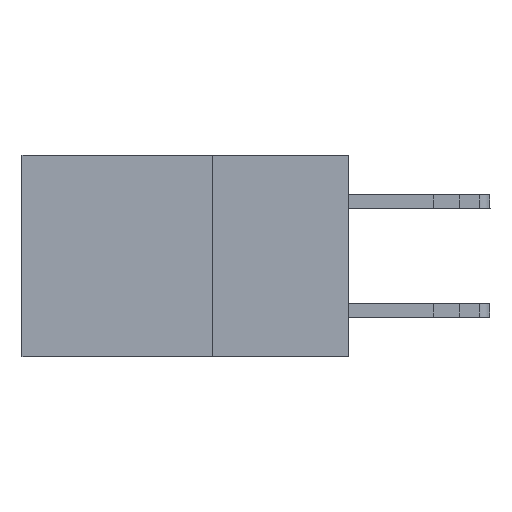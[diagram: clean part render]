
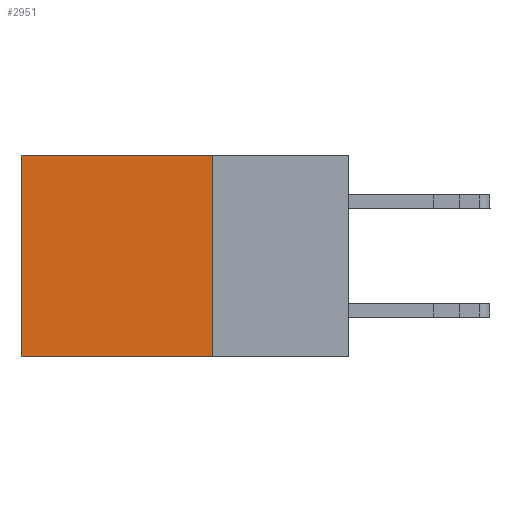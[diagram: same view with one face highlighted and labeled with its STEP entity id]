
A CAD part, left-side view. The second image highlights one B-rep face of the part: STEP entity #2951.
In plain terms, the highlighted planar face has unit normal (-1, 0, 0).
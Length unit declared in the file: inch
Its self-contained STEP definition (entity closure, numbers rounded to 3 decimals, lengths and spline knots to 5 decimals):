
#290 = CARTESIAN_POINT ( 'NONE',  ( 0.2615, 0.6, -0.37 ) ) ;
#1255 = CARTESIAN_POINT ( 'NONE',  ( 0.2615, 0.25, -0.37 ) ) ;
#1757 = ORIENTED_EDGE ( 'NONE', *, *, #5318, .T. ) ;
#1868 = FACE_OUTER_BOUND ( 'NONE', #8114, .T. ) ;
#2069 = CARTESIAN_POINT ( 'NONE',  ( 0.2615, 0.25, -0.37 ) ) ;
#2139 = VERTEX_POINT ( 'NONE', #7360 ) ;
#2245 = LINE ( 'NONE', #1255, #8640 ) ;
#2512 = VECTOR ( 'NONE', #12179, 39.37008 ) ;
#2848 = EDGE_CURVE ( 'NONE', #10395, #3857, #2245, .T. ) ;
#2849 = CARTESIAN_POINT ( 'NONE',  ( 0.2615, 0.25, 0. ) ) ;
#2951 = ADVANCED_FACE ( 'NONE', ( #1868 ), #10123, .F. ) ;
#3698 = CARTESIAN_POINT ( 'NONE',  ( 0.2615, 0.6, -0.37 ) ) ;
#3857 = VERTEX_POINT ( 'NONE', #3698 ) ;
#3934 = EDGE_CURVE ( 'NONE', #10582, #10395, #7285, .T. ) ;
#3949 = DIRECTION ( 'NONE',  ( 0., 0., -1. ) ) ;
#5098 = CARTESIAN_POINT ( 'NONE',  ( 0.2615, 0.25, -0.37 ) ) ;
#5116 = DIRECTION ( 'NONE',  ( 0., 0., -1. ) ) ;
#5318 = EDGE_CURVE ( 'NONE', #2139, #3857, #7154, .T. ) ;
#5619 = ORIENTED_EDGE ( 'NONE', *, *, #11346, .T. ) ;
#6170 = ORIENTED_EDGE ( 'NONE', *, *, #2848, .F. ) ;
#6191 = VECTOR ( 'NONE', #5116, 39.37008 ) ;
#6960 = DIRECTION ( 'NONE',  ( 1., 0., 0. ) ) ;
#7062 = LINE ( 'NONE', #2849, #10911 ) ;
#7154 = LINE ( 'NONE', #290, #6191 ) ;
#7285 = LINE ( 'NONE', #2069, #2512 ) ;
#7360 = CARTESIAN_POINT ( 'NONE',  ( 0.2615, 0.6, 0. ) ) ;
#8114 = EDGE_LOOP ( 'NONE', ( #1757, #6170, #10466, #5619 ) ) ;
#8308 = DIRECTION ( 'NONE',  ( 0., 1., 0. ) ) ;
#8315 = CARTESIAN_POINT ( 'NONE',  ( 0.2615, 0.25, 0. ) ) ;
#8640 = VECTOR ( 'NONE', #8308, 39.37008 ) ;
#9930 = DIRECTION ( 'NONE',  ( 0., 1., 0. ) ) ;
#10123 = PLANE ( 'NONE',  #11590 ) ;
#10395 = VERTEX_POINT ( 'NONE', #11445 ) ;
#10466 = ORIENTED_EDGE ( 'NONE', *, *, #3934, .F. ) ;
#10582 = VERTEX_POINT ( 'NONE', #8315 ) ;
#10911 = VECTOR ( 'NONE', #9930, 39.37008 ) ;
#11346 = EDGE_CURVE ( 'NONE', #10582, #2139, #7062, .T. ) ;
#11445 = CARTESIAN_POINT ( 'NONE',  ( 0.2615, 0.25, -0.37 ) ) ;
#11590 = AXIS2_PLACEMENT_3D ( 'NONE', #5098, #6960, #3949 ) ;
#12179 = DIRECTION ( 'NONE',  ( 0., 0., -1. ) ) ;
